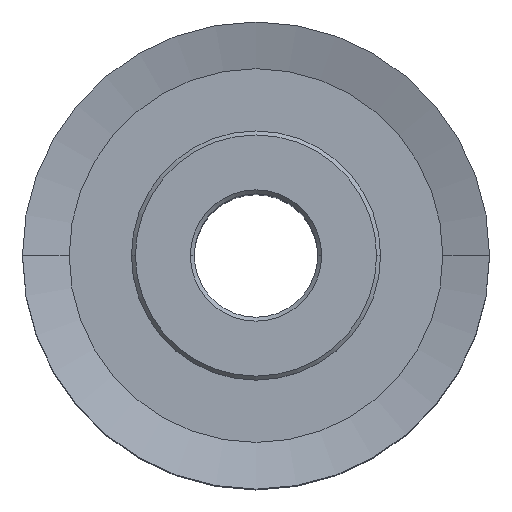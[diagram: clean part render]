
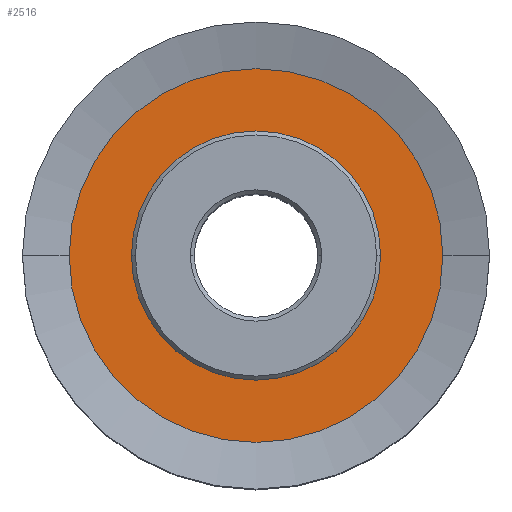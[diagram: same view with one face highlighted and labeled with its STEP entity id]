
A CAD part, top view. The second image highlights one B-rep face of the part: STEP entity #2516.
In plain terms, the highlighted planar face has unit normal (0, 0, 1).
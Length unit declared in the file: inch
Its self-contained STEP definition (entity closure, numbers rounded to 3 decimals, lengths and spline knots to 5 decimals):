
#171 = CARTESIAN_POINT ( 'NONE',  ( 0., 0., 0.30512 ) ) ;
#182 = CARTESIAN_POINT ( 'NONE',  ( 0., 0., 0.30512 ) ) ;
#196 = ORIENTED_EDGE ( 'NONE', *, *, #1696, .T. ) ;
#202 = VERTEX_POINT ( 'NONE', #679 ) ;
#220 = CIRCLE ( 'NONE', #2034, 0.23622 ) ;
#282 = FACE_OUTER_BOUND ( 'NONE', #500, .T. ) ;
#328 = EDGE_LOOP ( 'NONE', ( #2472, #682 ) ) ;
#408 = AXIS2_PLACEMENT_3D ( 'NONE', #3590, #3076, #1688 ) ;
#444 = VERTEX_POINT ( 'NONE', #1928 ) ;
#500 = EDGE_LOOP ( 'NONE', ( #196, #898 ) ) ;
#578 = CARTESIAN_POINT ( 'NONE',  ( 0., 0.15748, 0.30512 ) ) ;
#597 = DIRECTION ( 'NONE',  ( 0., 0., -1. ) ) ;
#679 = CARTESIAN_POINT ( 'NONE',  ( -0.23622, 0., 0.30512 ) ) ;
#682 = ORIENTED_EDGE ( 'NONE', *, *, #1174, .F. ) ;
#898 = ORIENTED_EDGE ( 'NONE', *, *, #1948, .T. ) ;
#1068 = DIRECTION ( 'NONE',  ( 0., 0., 1. ) ) ;
#1132 = PLANE ( 'NONE',  #2572 ) ;
#1174 = EDGE_CURVE ( 'NONE', #2871, #444, #2737, .T. ) ;
#1328 = AXIS2_PLACEMENT_3D ( 'NONE', #171, #1986, #1934 ) ;
#1658 = FACE_BOUND ( 'NONE', #328, .T. ) ;
#1688 = DIRECTION ( 'NONE',  ( 1., 0., 0. ) ) ;
#1696 = EDGE_CURVE ( 'NONE', #1933, #202, #1803, .T. ) ;
#1803 = CIRCLE ( 'NONE', #1328, 0.23622 ) ;
#1865 = CARTESIAN_POINT ( 'NONE',  ( -0.15748, 0., 0.30512 ) ) ;
#1902 = CARTESIAN_POINT ( 'NONE',  ( 0., 0., 0.30512 ) ) ;
#1928 = CARTESIAN_POINT ( 'NONE',  ( 0.15748, 0., 0.30512 ) ) ;
#1933 = VERTEX_POINT ( 'NONE', #2496 ) ;
#1934 = DIRECTION ( 'NONE',  ( 1., 0., 0. ) ) ;
#1948 = EDGE_CURVE ( 'NONE', #202, #1933, #220, .T. ) ;
#1986 = DIRECTION ( 'NONE',  ( 0., 0., 1. ) ) ;
#2034 = AXIS2_PLACEMENT_3D ( 'NONE', #182, #1068, #2425 ) ;
#2425 = DIRECTION ( 'NONE',  ( 1., 0., 0. ) ) ;
#2458 = DIRECTION ( 'NONE',  ( 1., 0., 0. ) ) ;
#2472 = ORIENTED_EDGE ( 'NONE', *, *, #3313, .F. ) ;
#2496 = CARTESIAN_POINT ( 'NONE',  ( 0.23622, 0., 0.30512 ) ) ;
#2516 = ADVANCED_FACE ( 'NONE', ( #1658, #282 ), #1132, .F. ) ;
#2562 = DIRECTION ( 'NONE',  ( -1., 0., 0. ) ) ;
#2572 = AXIS2_PLACEMENT_3D ( 'NONE', #578, #597, #2562 ) ;
#2737 = CIRCLE ( 'NONE', #3079, 0.15748 ) ;
#2871 = VERTEX_POINT ( 'NONE', #1865 ) ;
#3037 = DIRECTION ( 'NONE',  ( 0., 0., 1. ) ) ;
#3076 = DIRECTION ( 'NONE',  ( 0., 0., 1. ) ) ;
#3079 = AXIS2_PLACEMENT_3D ( 'NONE', #1902, #3037, #2458 ) ;
#3102 = CIRCLE ( 'NONE', #408, 0.15748 ) ;
#3313 = EDGE_CURVE ( 'NONE', #444, #2871, #3102, .T. ) ;
#3590 = CARTESIAN_POINT ( 'NONE',  ( 0., 0., 0.30512 ) ) ;
